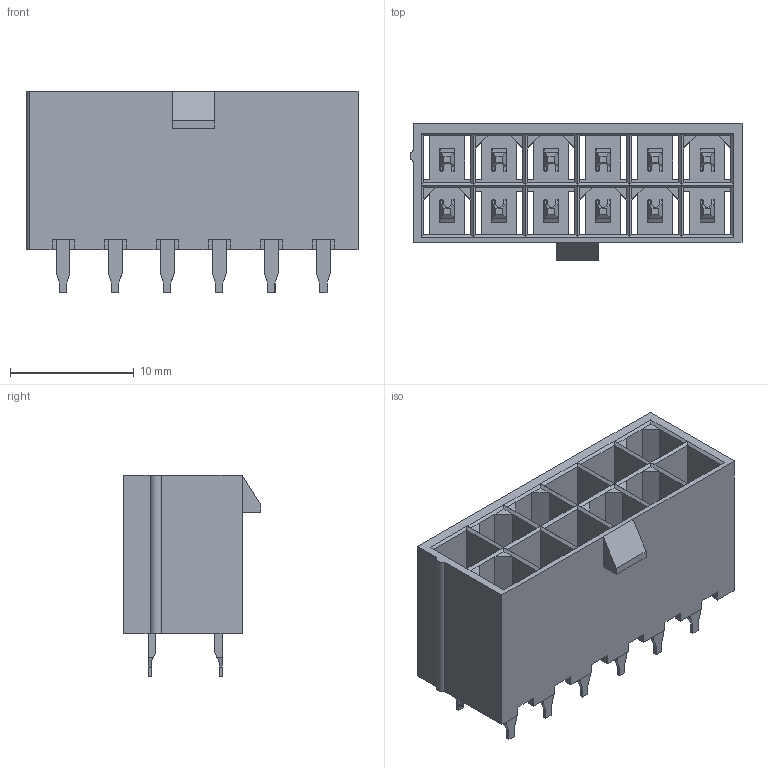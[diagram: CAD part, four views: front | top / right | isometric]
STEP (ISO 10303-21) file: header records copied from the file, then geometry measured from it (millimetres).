
FILE_DESCRIPTION(/* description */ ('Unknown'),/* implementation_level */ '2;1');
FILE_NAME(/* name */ '64901221122',/* time_stamp */ '2019-08-05T15:17:06+02:00',/* author */ ('Unknown'),/* organization */ ('Unknown'),/* preprocessor_version */ 'ST-DEVELOPER v16.7',/* originating_system */ 'DEX',/* authorisation */ $);
FILE_SCHEMA (('AUTOMOTIVE_DESIGN {1 0 10303 214 3 1 1}'));
Length unit declared in the file: millimetre
Products named in the file (3): 6490xx21122; 64901221122; 6490xx21122_PIN
Assembly tree (13 placements, depth 2):
  6490xx21122
    64901221122
    6490xx21122_PIN  x12
Bounding box: 26.8 x 11.1 x 16.3 mm (x, y, z)
Volume: 1501.8 mm3; surface area: 4681.9 mm2
Topology: 13 solids, 13 shells, 1447 faces, 4209 edges, 2741 vertices
Faces by surface type: plane 1110, cylinder 337
Entity records: 15279 total; most frequent: ORIENTED_EDGE 2742, CARTESIAN_POINT 2713, DIRECTION 2371, EDGE_CURVE 1371, LINE 1313, VECTOR 1313, VERTEX_POINT 871, AXIS2_PLACEMENT_3D 529
